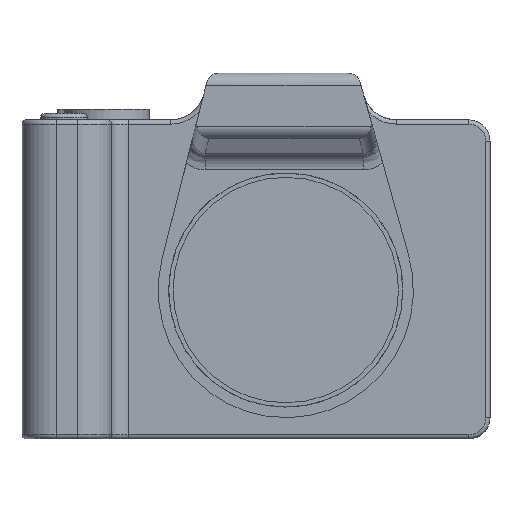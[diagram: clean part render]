
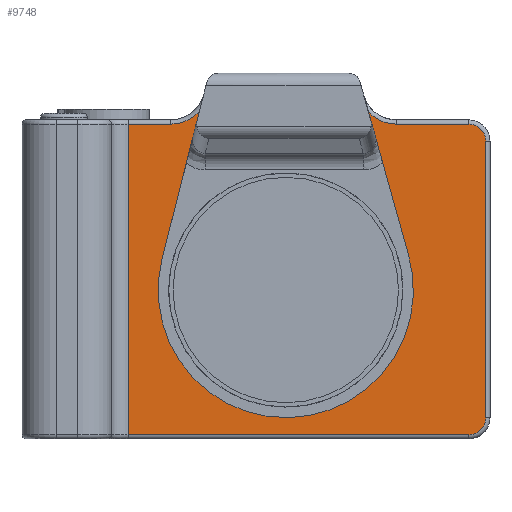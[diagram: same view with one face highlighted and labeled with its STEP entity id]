
A CAD part, front view. The second image highlights one B-rep face of the part: STEP entity #9748.
In plain terms, the highlighted planar face has unit normal (0, -1, 0).
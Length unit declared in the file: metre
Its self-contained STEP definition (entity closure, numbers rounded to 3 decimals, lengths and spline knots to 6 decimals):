
#335=CIRCLE('',#10476,0.0009);
#336=CIRCLE('',#10477,0.003);
#337=CIRCLE('',#10478,0.0009);
#338=CIRCLE('',#10479,0.0004);
#339=CIRCLE('',#10480,0.0004);
#1878=ORIENTED_EDGE('',*,*,#4304,.T.);
#1879=ORIENTED_EDGE('',*,*,#4305,.T.);
#1880=ORIENTED_EDGE('',*,*,#4306,.T.);
#1881=ORIENTED_EDGE('',*,*,#4307,.F.);
#1882=ORIENTED_EDGE('',*,*,#4308,.T.);
#1883=ORIENTED_EDGE('',*,*,#4309,.T.);
#1884=ORIENTED_EDGE('',*,*,#4310,.T.);
#1885=ORIENTED_EDGE('',*,*,#4311,.T.);
#1886=ORIENTED_EDGE('',*,*,#4312,.T.);
#1887=ORIENTED_EDGE('',*,*,#4313,.T.);
#1888=ORIENTED_EDGE('',*,*,#4314,.T.);
#1889=ORIENTED_EDGE('',*,*,#4315,.T.);
#4304=EDGE_CURVE('',#5475,#5476,#6474,.F.);
#4305=EDGE_CURVE('',#5476,#5477,#335,.T.);
#4306=EDGE_CURVE('',#5477,#5478,#6475,.T.);
#4307=EDGE_CURVE('',#5479,#5478,#336,.F.);
#4308=EDGE_CURVE('',#5479,#5480,#6476,.T.);
#4309=EDGE_CURVE('',#5480,#5481,#337,.T.);
#4310=EDGE_CURVE('',#5481,#5482,#6477,.F.);
#4311=EDGE_CURVE('',#5482,#5483,#6478,.T.);
#4312=EDGE_CURVE('',#5483,#5484,#6479,.T.);
#4313=EDGE_CURVE('',#5484,#5485,#338,.F.);
#4314=EDGE_CURVE('',#5485,#5486,#6480,.F.);
#4315=EDGE_CURVE('',#5486,#5475,#339,.F.);
#5475=VERTEX_POINT('',#15851);
#5476=VERTEX_POINT('',#15852);
#5477=VERTEX_POINT('',#15854);
#5478=VERTEX_POINT('',#15856);
#5479=VERTEX_POINT('',#15858);
#5480=VERTEX_POINT('',#15860);
#5481=VERTEX_POINT('',#15862);
#5482=VERTEX_POINT('',#15864);
#5483=VERTEX_POINT('',#15866);
#5484=VERTEX_POINT('',#15868);
#5485=VERTEX_POINT('',#15870);
#5486=VERTEX_POINT('',#15872);
#6474=LINE('',#15850,#7459);
#6475=LINE('',#15855,#7460);
#6476=LINE('',#15859,#7461);
#6477=LINE('',#15863,#7462);
#6478=LINE('',#15865,#7463);
#6479=LINE('',#15867,#7464);
#6480=LINE('',#15871,#7465);
#7459=VECTOR('',#12658,1.);
#7460=VECTOR('',#12661,1.);
#7461=VECTOR('',#12664,1.);
#7462=VECTOR('',#12667,1.);
#7463=VECTOR('',#12668,1.);
#7464=VECTOR('',#12669,1.);
#7465=VECTOR('',#12672,1.);
#7961=EDGE_LOOP('',(#1878,#1879,#1880,#1881,#1882,#1883,#1884,#1885,#1886,
#1887,#1888,#1889));
#8640=FACE_BOUND('',#7961,.T.);
#9305=PLANE('',#10475);
#9748=ADVANCED_FACE('',(#8640),#9305,.F.);
#10475=AXIS2_PLACEMENT_3D('',#15849,#12656,#12657);
#10476=AXIS2_PLACEMENT_3D('',#15853,#12659,#12660);
#10477=AXIS2_PLACEMENT_3D('',#15857,#12662,#12663);
#10478=AXIS2_PLACEMENT_3D('',#15861,#12665,#12666);
#10479=AXIS2_PLACEMENT_3D('',#15869,#12670,#12671);
#10480=AXIS2_PLACEMENT_3D('',#15873,#12673,#12674);
#12656=DIRECTION('',(0.,1.,0.));
#12657=DIRECTION('',(0.,0.,1.));
#12658=DIRECTION('',(1.,0.,0.));
#12659=DIRECTION('',(0.,1.,0.));
#12660=DIRECTION('',(0.,0.,1.));
#12661=DIRECTION('',(0.27,0.,-0.963));
#12662=DIRECTION('',(0.,1.,0.));
#12663=DIRECTION('',(0.,0.,1.));
#12664=DIRECTION('',(0.246,0.,0.969));
#12665=DIRECTION('',(0.,1.,0.));
#12666=DIRECTION('',(0.,0.,1.));
#12667=DIRECTION('',(1.,0.,0.));
#12668=DIRECTION('',(0.,0.,-1.));
#12669=DIRECTION('',(1.,0.,0.));
#12670=DIRECTION('',(0.,1.,0.));
#12671=DIRECTION('',(0.,0.,1.));
#12672=DIRECTION('',(0.,0.,-1.));
#12673=DIRECTION('',(0.,1.,0.));
#12674=DIRECTION('',(0.,0.,1.));
#15849=CARTESIAN_POINT('',(0.036508,0.01339,0.0075));
#15850=CARTESIAN_POINT('',(0.039809,0.01339,0.0074));
#15851=CARTESIAN_POINT('',(0.041508,0.01339,0.0074));
#15852=CARTESIAN_POINT('',(0.039809,0.01339,0.0074));
#15853=CARTESIAN_POINT('',(0.039809,0.01339,0.0083));
#15854=CARTESIAN_POINT('',(0.03915,0.01339,0.007687));
#15855=CARTESIAN_POINT('',(0.039501,0.01339,0.006433));
#15856=CARTESIAN_POINT('',(0.040084,0.01339,0.004352));
#15857=CARTESIAN_POINT('',(0.037208,0.01339,0.0035));
#15858=CARTESIAN_POINT('',(0.0343,0.01339,0.004238));
#15859=CARTESIAN_POINT('',(0.034853,0.01339,0.006419));
#15860=CARTESIAN_POINT('',(0.035179,0.01339,0.007704));
#15861=CARTESIAN_POINT('',(0.034505,0.01339,0.0083));
#15862=CARTESIAN_POINT('',(0.034505,0.01339,0.0074));
#15863=CARTESIAN_POINT('',(0.033508,0.01339,0.0074));
#15864=CARTESIAN_POINT('',(0.033508,0.01339,0.0074));
#15865=CARTESIAN_POINT('',(0.033508,0.01339,0.0075));
#15866=CARTESIAN_POINT('',(0.033508,0.01339,0.0001));
#15867=CARTESIAN_POINT('',(0.036508,0.01339,0.0001));
#15868=CARTESIAN_POINT('',(0.041508,0.01339,0.0001));
#15869=CARTESIAN_POINT('',(0.041508,0.01339,0.0005));
#15870=CARTESIAN_POINT('',(0.041908,0.01339,0.0005));
#15871=CARTESIAN_POINT('',(0.041908,0.01339,0.007));
#15872=CARTESIAN_POINT('',(0.041908,0.01339,0.007));
#15873=CARTESIAN_POINT('',(0.041508,0.01339,0.007));
